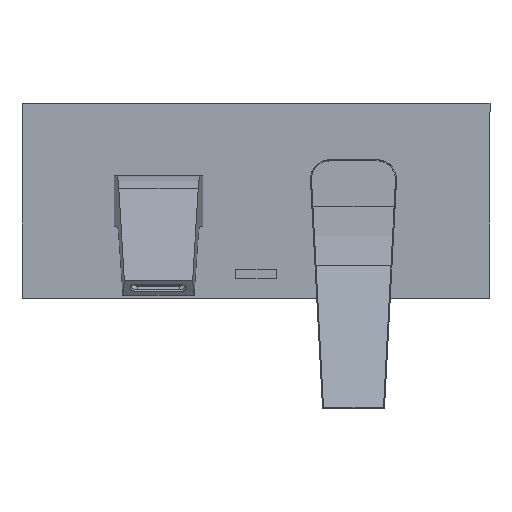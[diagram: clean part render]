
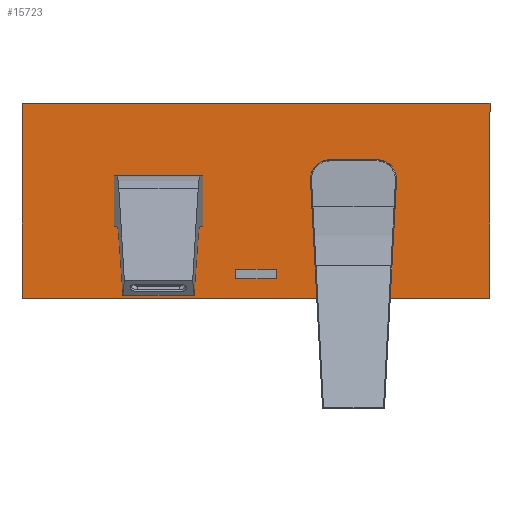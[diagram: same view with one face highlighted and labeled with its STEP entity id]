
A CAD part, top view. The second image highlights one B-rep face of the part: STEP entity #15723.
In plain terms, the highlighted planar face has unit normal (0, 0, 1).
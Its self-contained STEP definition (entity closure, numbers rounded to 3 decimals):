
#119 = DIRECTION ( 'NONE',  ( 0., -1., 0. ) ) ;
#299 = CARTESIAN_POINT ( 'NONE',  ( -60.5, 0., 52. ) ) ;
#425 = EDGE_CURVE ( 'NONE', #18105, #4053, #2606, .T. ) ;
#616 = EDGE_LOOP ( 'NONE', ( #14316 ) ) ;
#700 = CARTESIAN_POINT ( 'NONE',  ( -60.5, -35., 52. ) ) ;
#748 = ORIENTED_EDGE ( 'NONE', *, *, #7328, .F. ) ;
#1065 = DIRECTION ( 'NONE',  ( 0., 1., 0. ) ) ;
#1134 = CARTESIAN_POINT ( 'NONE',  ( 70., 50., 52. ) ) ;
#1387 = ORIENTED_EDGE ( 'NONE', *, *, #19143, .F. ) ;
#1869 = EDGE_CURVE ( 'NONE', #4053, #16695, #9610, .T. ) ;
#1896 = DIRECTION ( 'NONE',  ( 0., 1., 0. ) ) ;
#1901 = LINE ( 'NONE', #299, #5382 ) ;
#2334 = AXIS2_PLACEMENT_3D ( 'NONE', #14432, #15827, #1065 ) ;
#2599 = EDGE_CURVE ( 'NONE', #17554, #17554, #8559, .T. ) ;
#2606 = LINE ( 'NONE', #15557, #9765 ) ;
#2645 = CIRCLE ( 'NONE', #14703, 2.45 ) ;
#2787 = CARTESIAN_POINT ( 'NONE',  ( -100., -8.2, 52. ) ) ;
#3049 = AXIS2_PLACEMENT_3D ( 'NONE', #8312, #14886, #119 ) ;
#3126 = DIRECTION ( 'NONE',  ( 0., 1., 0. ) ) ;
#3434 = CARTESIAN_POINT ( 'NONE',  ( -115., -4., 52. ) ) ;
#3619 = CARTESIAN_POINT ( 'NONE',  ( 0., 0., 52. ) ) ;
#3779 = EDGE_CURVE ( 'NONE', #16695, #6532, #16200, .T. ) ;
#4053 = VERTEX_POINT ( 'NONE', #13713 ) ;
#4313 = EDGE_LOOP ( 'NONE', ( #7073 ) ) ;
#4496 = CARTESIAN_POINT ( 'NONE',  ( -170., 50., 52. ) ) ;
#4558 = ORIENTED_EDGE ( 'NONE', *, *, #425, .F. ) ;
#4629 = CARTESIAN_POINT ( 'NONE',  ( -39.5, 0., 52. ) ) ;
#4814 = EDGE_CURVE ( 'NONE', #13128, #11435, #10871, .T. ) ;
#5382 = VECTOR ( 'NONE', #13458, 1000. ) ;
#5451 = CARTESIAN_POINT ( 'NONE',  ( -115., -6.45, 52. ) ) ;
#5832 = VECTOR ( 'NONE', #14849, 1000. ) ;
#5980 = EDGE_CURVE ( 'NONE', #18723, #20940, #17646, .T. ) ;
#6002 = FACE_BOUND ( 'NONE', #616, .T. ) ;
#6218 = CARTESIAN_POINT ( 'NONE',  ( 70., -50., 52. ) ) ;
#6532 = VERTEX_POINT ( 'NONE', #700 ) ;
#6778 = VECTOR ( 'NONE', #6839, 1000. ) ;
#6839 = DIRECTION ( 'NONE',  ( 0., -1., 0. ) ) ;
#7073 = ORIENTED_EDGE ( 'NONE', *, *, #13887, .T. ) ;
#7265 = CARTESIAN_POINT ( 'NONE',  ( 70., 50., 52. ) ) ;
#7328 = EDGE_CURVE ( 'NONE', #20940, #13128, #16808, .T. ) ;
#7542 = CARTESIAN_POINT ( 'NONE',  ( -170., 50., 52. ) ) ;
#8068 = ORIENTED_EDGE ( 'NONE', *, *, #12666, .F. ) ;
#8190 = CARTESIAN_POINT ( 'NONE',  ( -170., -50., 52. ) ) ;
#8312 = CARTESIAN_POINT ( 'NONE',  ( -100., 0., 52. ) ) ;
#8467 = DIRECTION ( 'NONE',  ( 0., 0., -1. ) ) ;
#8559 = CIRCLE ( 'NONE', #3049, 8.2 ) ;
#9439 = ORIENTED_EDGE ( 'NONE', *, *, #14101, .F. ) ;
#9524 = CARTESIAN_POINT ( 'NONE',  ( -39.5, -35., 52. ) ) ;
#9610 = LINE ( 'NONE', #4629, #15997 ) ;
#9765 = VECTOR ( 'NONE', #18984, 1000. ) ;
#10327 = CARTESIAN_POINT ( 'NONE',  ( 0., 21.25, 52. ) ) ;
#10769 = EDGE_LOOP ( 'NONE', ( #15761, #18889, #4558, #9439 ) ) ;
#10871 = LINE ( 'NONE', #4496, #14485 ) ;
#10909 = CIRCLE ( 'NONE', #18104, 21.25 ) ;
#11144 = CARTESIAN_POINT ( 'NONE',  ( 10., -35., 52. ) ) ;
#11220 = VECTOR ( 'NONE', #17692, 1000. ) ;
#11435 = VERTEX_POINT ( 'NONE', #1134 ) ;
#11494 = VECTOR ( 'NONE', #18100, 1000. ) ;
#12068 = CARTESIAN_POINT ( 'NONE',  ( 70., -50., 52. ) ) ;
#12196 = ORIENTED_EDGE ( 'NONE', *, *, #5980, .F. ) ;
#12496 = FACE_BOUND ( 'NONE', #19785, .T. ) ;
#12634 = CARTESIAN_POINT ( 'NONE',  ( -170., -50., 52. ) ) ;
#12666 = EDGE_CURVE ( 'NONE', #16362, #16362, #2645, .T. ) ;
#12690 = ORIENTED_EDGE ( 'NONE', *, *, #4814, .F. ) ;
#13128 = VERTEX_POINT ( 'NONE', #7542 ) ;
#13458 = DIRECTION ( 'NONE',  ( 0., -1., 0. ) ) ;
#13679 = DIRECTION ( 'NONE',  ( 0., -1., 0. ) ) ;
#13713 = CARTESIAN_POINT ( 'NONE',  ( -39.5, -40., 52. ) ) ;
#13887 = EDGE_CURVE ( 'NONE', #18370, #18370, #10909, .T. ) ;
#14101 = EDGE_CURVE ( 'NONE', #6532, #18105, #1901, .T. ) ;
#14113 = FACE_BOUND ( 'NONE', #4313, .T. ) ;
#14316 = ORIENTED_EDGE ( 'NONE', *, *, #2599, .F. ) ;
#14432 = CARTESIAN_POINT ( 'NONE',  ( 10., 0., 52. ) ) ;
#14485 = VECTOR ( 'NONE', #15603, 1000. ) ;
#14703 = AXIS2_PLACEMENT_3D ( 'NONE', #3434, #16582, #13679 ) ;
#14849 = DIRECTION ( 'NONE',  ( -1., 0., 0. ) ) ;
#14886 = DIRECTION ( 'NONE',  ( 0., 0., 1. ) ) ;
#15103 = CARTESIAN_POINT ( 'NONE',  ( -60.5, -40., 52. ) ) ;
#15557 = CARTESIAN_POINT ( 'NONE',  ( 10., -40., 52. ) ) ;
#15603 = DIRECTION ( 'NONE',  ( 1., 0., 0. ) ) ;
#15723 = ADVANCED_FACE ( 'NONE', ( #17651, #14113, #6002, #12496, #20674 ), #19050, .F. ) ;
#15761 = ORIENTED_EDGE ( 'NONE', *, *, #3779, .F. ) ;
#15827 = DIRECTION ( 'NONE',  ( 0., 0., -1. ) ) ;
#15997 = VECTOR ( 'NONE', #3126, 1000. ) ;
#16200 = LINE ( 'NONE', #11144, #11220 ) ;
#16362 = VERTEX_POINT ( 'NONE', #5451 ) ;
#16582 = DIRECTION ( 'NONE',  ( 0., 0., 1. ) ) ;
#16695 = VERTEX_POINT ( 'NONE', #9524 ) ;
#16808 = LINE ( 'NONE', #8190, #11494 ) ;
#17554 = VERTEX_POINT ( 'NONE', #2787 ) ;
#17646 = LINE ( 'NONE', #6218, #5832 ) ;
#17651 = FACE_OUTER_BOUND ( 'NONE', #20669, .T. ) ;
#17692 = DIRECTION ( 'NONE',  ( -1., 0., 0. ) ) ;
#18100 = DIRECTION ( 'NONE',  ( 0., 1., 0. ) ) ;
#18104 = AXIS2_PLACEMENT_3D ( 'NONE', #3619, #8467, #1896 ) ;
#18105 = VERTEX_POINT ( 'NONE', #15103 ) ;
#18370 = VERTEX_POINT ( 'NONE', #10327 ) ;
#18723 = VERTEX_POINT ( 'NONE', #12068 ) ;
#18795 = LINE ( 'NONE', #7265, #6778 ) ;
#18889 = ORIENTED_EDGE ( 'NONE', *, *, #1869, .F. ) ;
#18984 = DIRECTION ( 'NONE',  ( 1., 0., 0. ) ) ;
#19050 = PLANE ( 'NONE',  #2334 ) ;
#19143 = EDGE_CURVE ( 'NONE', #11435, #18723, #18795, .T. ) ;
#19785 = EDGE_LOOP ( 'NONE', ( #8068 ) ) ;
#20669 = EDGE_LOOP ( 'NONE', ( #12690, #748, #12196, #1387 ) ) ;
#20674 = FACE_BOUND ( 'NONE', #10769, .T. ) ;
#20940 = VERTEX_POINT ( 'NONE', #12634 ) ;
